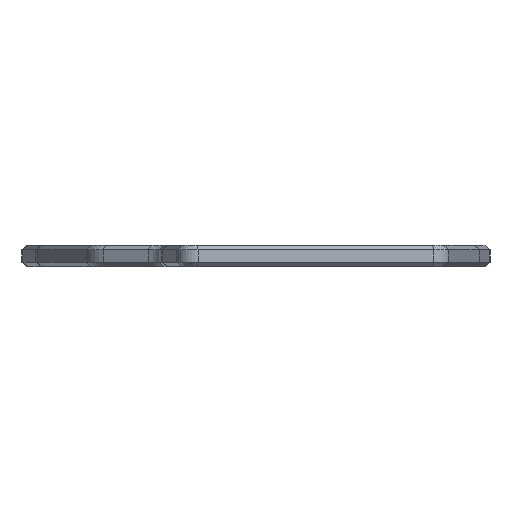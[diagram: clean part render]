
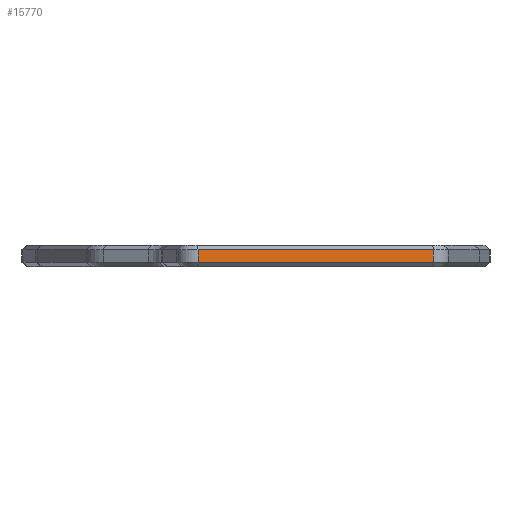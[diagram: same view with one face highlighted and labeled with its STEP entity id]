
A CAD part, left-side view. The second image highlights one B-rep face of the part: STEP entity #15770.
In plain terms, the highlighted planar face has unit normal (-0.986, -0.169, 0).
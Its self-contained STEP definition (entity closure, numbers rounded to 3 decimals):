
#15770=ADVANCED_FACE('',(#29105),#29107,.T.);
#29105=FACE_BOUND('',#29106,.T.);
#29106=EDGE_LOOP('',(#39405,#39406,#39407,#39408));
#29107=PLANE('',#29108);
#29108=AXIS2_PLACEMENT_3D('',#29109,#29110,#29111);
#29109=CARTESIAN_POINT('',(-136.607,12.363,-1.6));
#29110=DIRECTION('',(-0.986,-0.169,0.));
#29111=DIRECTION('',(0.169,-0.986,0.));
#39405=ORIENTED_EDGE('',*,*,#44875,.T.);
#39406=ORIENTED_EDGE('',*,*,#44876,.T.);
#39407=ORIENTED_EDGE('',*,*,#44383,.F.);
#39408=ORIENTED_EDGE('',*,*,#44874,.F.);
#44383=EDGE_CURVE('',#52514,#52517,#52518,.T.);
#44874=EDGE_CURVE('',#53252,#52514,#53254,.T.);
#44875=EDGE_CURVE('',#53252,#53255,#53256,.T.);
#44876=EDGE_CURVE('',#53255,#52517,#53257,.T.);
#52514=VERTEX_POINT('',#71667);
#52517=VERTEX_POINT('',#71675);
#52518=LINE('',#71676,#71677);
#53252=VERTEX_POINT('',#73472);
#53254=LINE('',#73477,#73478);
#53255=VERTEX_POINT('',#73480);
#53256=LINE('',#73481,#73482);
#53257=LINE('',#73484,#73485);
#71667=CARTESIAN_POINT('',(-136.607,12.363,1.));
#71675=CARTESIAN_POINT('',(-127.979,-37.848,1.));
#71676=CARTESIAN_POINT('',(-136.607,12.363,1.));
#71677=VECTOR('',#71678,1.);
#71678=DIRECTION('',(0.169,-0.986,0.));
#73472=CARTESIAN_POINT('',(-136.607,12.363,-1.6));
#73477=CARTESIAN_POINT('',(-136.607,12.363,-1.6));
#73478=VECTOR('',#73479,1.);
#73479=DIRECTION('',(0.,0.,1.));
#73480=CARTESIAN_POINT('',(-127.979,-37.848,-1.6));
#73481=CARTESIAN_POINT('',(-136.607,12.363,-1.6));
#73482=VECTOR('',#73483,1.);
#73483=DIRECTION('',(0.169,-0.986,0.));
#73484=CARTESIAN_POINT('',(-127.979,-37.848,-1.6));
#73485=VECTOR('',#73486,1.);
#73486=DIRECTION('',(0.,0.,1.));
